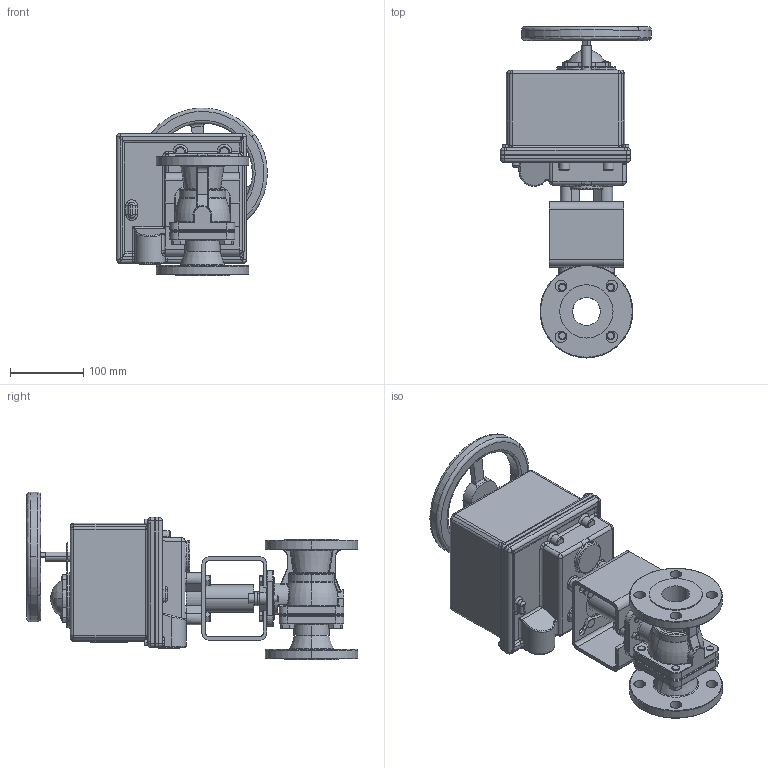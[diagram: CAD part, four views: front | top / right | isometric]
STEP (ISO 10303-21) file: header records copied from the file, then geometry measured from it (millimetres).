
FILE_DESCRIPTION (( 'STEP AP203' ), '1' );
FILE_NAME ('5801F-150_ER-4.STEP', '2017-11-21T15:03:47', ( '' ), ( '' ), 'SwSTEP 2.0', 'SolidWorks 2014', '' );
FILE_SCHEMA (( 'CONFIG_CONTROL_DESIGN' ));
Length unit declared in the file: inch
Products named in the file (1): 5801F-150_ER-4
Bounding box: 206.35 x 454.08 x 229.55 mm (x, y, z)
Surface area: 447588.3 mm2 (no closed solid volume)
Topology: 0 solids, 68 shells, 1032 faces, 3067 edges, 2025 vertices
Faces by surface type: cylinder 412, plane 310, bspline 177, torus 66, cone 62, sphere 5
Entity records: 46703 total; most frequent: CARTESIAN_POINT 20704, DIRECTION 5265, ORIENTED_EDGE 5106, EDGE_CURVE 3045, VERTEX_POINT 2025, AXIS2_PLACEMENT_3D 2007, LINE 1251, VECTOR 1251
